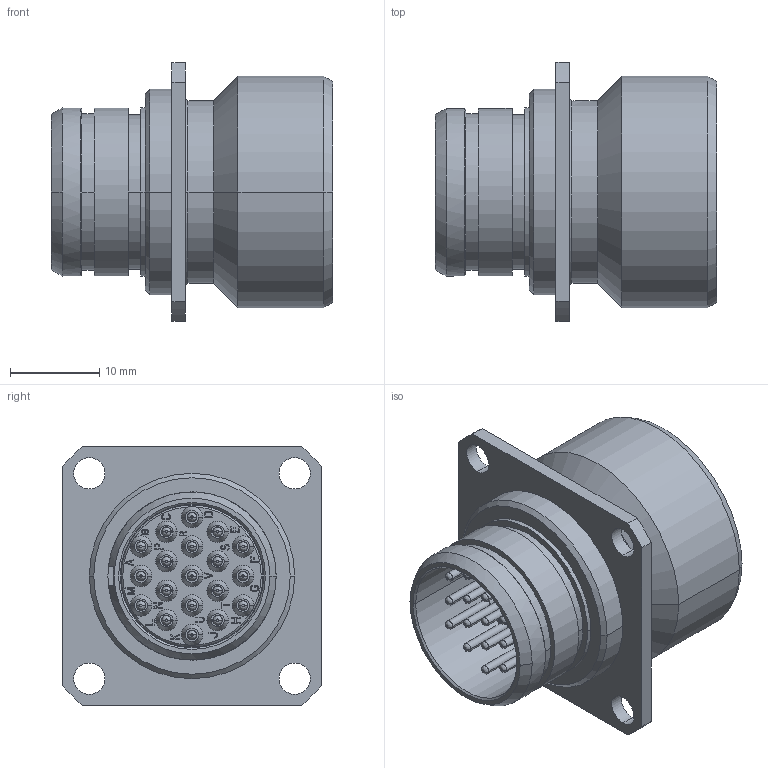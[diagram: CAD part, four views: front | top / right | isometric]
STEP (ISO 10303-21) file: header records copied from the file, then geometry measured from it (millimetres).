
FILE_DESCRIPTION((''),'2;1');
FILE_NAME('1332ER319MZ','2024-07-30T14:31:47',('paultorloting'),('NET AG system integration'),'CREO PARAMETRIC BY PTC INC, 2021404','CREO PARAMETRIC BY PTC INC, 2021404','');
FILE_SCHEMA(('AUTOMOTIVE_DESIGN { 1 0 10303 214 1 1 1 1 }'));
Length unit declared in the file: millimetre
Products named in the file (1): 1332ER319MZ
Bounding box: 31.5 x 29 x 29 mm (x, y, z)
Volume: 6282.5 mm3; surface area: 7990 mm2
Topology: 1 solids, 1 shells, 1239 faces, 3020 edges, 1923 vertices
Faces by surface type: plane 645, cylinder 356, cone 101, torus 93, bspline 44
Entity records: 48984 total; most frequent: CARTESIAN_POINT 10612, DIRECTION 6292, ORIENTED_EDGE 6040, EDGE_CURVE 3020, AXIS2_PLACEMENT_3D 2221, VERTEX_POINT 1923, VECTOR 1847, LINE 1847
